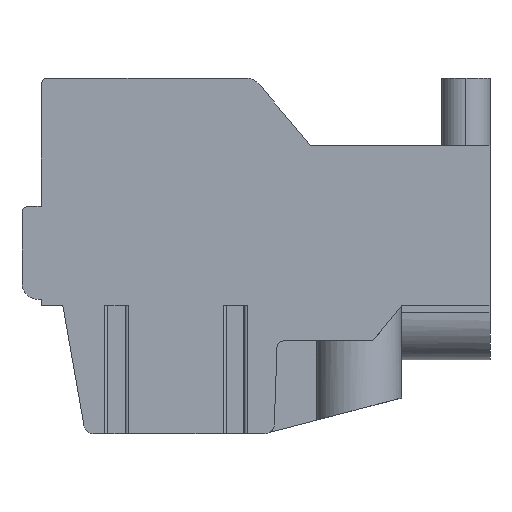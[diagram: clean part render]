
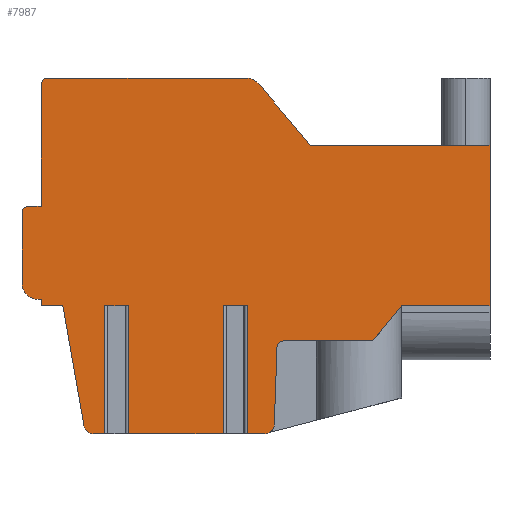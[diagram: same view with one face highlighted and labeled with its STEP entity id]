
A CAD part, front view. The second image highlights one B-rep face of the part: STEP entity #7987.
In plain terms, the highlighted planar face has unit normal (0, -1, 0).
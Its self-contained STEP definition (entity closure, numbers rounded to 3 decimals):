
#1=DIRECTION('',(1.,0.,0.));
#2=VECTOR('',#1,0.746);
#3=CARTESIAN_POINT('',(-12.023,0.,-7.186));
#4=LINE('',#3,#2);
#5=DIRECTION('',(0.,0.,-1.));
#6=VECTOR('',#5,4.);
#7=CARTESIAN_POINT('',(-12.023,0.,-7.186));
#8=LINE('',#7,#6);
#9=DIRECTION('',(-1.,0.,0.));
#10=VECTOR('',#9,0.348);
#11=CARTESIAN_POINT('',(-12.023,0.,-11.186));
#12=LINE('',#11,#10);
#13=CARTESIAN_POINT('',(-12.371,0.,-10.886));
#14=DIRECTION('',(0.,1.,0.));
#15=DIRECTION('',(0.,0.,-1.));
#16=AXIS2_PLACEMENT_3D('',#13,#14,#15);
#18=DIRECTION('',(-0.174,0.,0.985));
#19=VECTOR('',#18,3.81);
#20=CARTESIAN_POINT('',(-12.667,0.,-10.938));
#21=LINE('',#20,#19);
#22=DIRECTION('',(-1.,0.,0.));
#23=VECTOR('',#22,0.672);
#24=CARTESIAN_POINT('',(-13.328,0.,-7.186));
#25=LINE('',#24,#23);
#26=DIRECTION('',(0.,0.,1.));
#27=VECTOR('',#26,0.2);
#28=CARTESIAN_POINT('',(-14.,0.,-7.186));
#29=LINE('',#28,#27);
#30=DIRECTION('',(-1.,0.,0.));
#31=VECTOR('',#30,0.1);
#32=CARTESIAN_POINT('',(-14.,0.,-6.986));
#33=LINE('',#32,#31);
#34=CARTESIAN_POINT('',(-14.1,0.,-6.486));
#35=DIRECTION('',(0.,1.,0.));
#36=DIRECTION('',(0.,0.,-1.));
#37=AXIS2_PLACEMENT_3D('',#34,#35,#36);
#39=DIRECTION('',(0.,0.,1.));
#40=VECTOR('',#39,2.2);
#41=CARTESIAN_POINT('',(-14.6,0.,-6.486));
#42=LINE('',#41,#40);
#43=CARTESIAN_POINT('',(-14.4,0.,-4.286));
#44=DIRECTION('',(0.,1.,0.));
#45=DIRECTION('',(-1.,0.,0.));
#46=AXIS2_PLACEMENT_3D('',#43,#44,#45);
#48=DIRECTION('',(1.,0.,0.));
#49=VECTOR('',#48,0.4);
#50=CARTESIAN_POINT('',(-14.4,0.,-4.086));
#51=LINE('',#50,#49);
#52=DIRECTION('',(0.,0.,1.));
#53=VECTOR('',#52,3.8);
#54=CARTESIAN_POINT('',(-14.,0.,-4.086));
#55=LINE('',#54,#53);
#56=CARTESIAN_POINT('',(-13.8,0.,-0.286));
#57=DIRECTION('',(0.,1.,0.));
#58=DIRECTION('',(-1.,0.,0.));
#59=AXIS2_PLACEMENT_3D('',#56,#57,#58);
#61=DIRECTION('',(1.,0.,0.));
#62=VECTOR('',#61,6.205);
#63=CARTESIAN_POINT('',(-13.8,0.,-0.086));
#64=LINE('',#63,#62);
#65=CARTESIAN_POINT('',(-7.595,0.,-0.586));
#66=DIRECTION('',(0.,1.,0.));
#67=DIRECTION('',(0.,0.,1.));
#68=AXIS2_PLACEMENT_3D('',#65,#66,#67);
#70=DIRECTION('',(0.643,0.,-0.766));
#71=VECTOR('',#70,2.508);
#72=CARTESIAN_POINT('',(-7.212,0.,-0.264));
#73=LINE('',#72,#71);
#74=DIRECTION('',(1.,0.,0.));
#75=VECTOR('',#74,5.6);
#76=CARTESIAN_POINT('',(-5.6,0.,-2.186));
#77=LINE('',#76,#75);
#78=DIRECTION('',(0.,0.,-1.));
#79=VECTOR('',#78,5.);
#80=CARTESIAN_POINT('',(0.,0.,-2.186));
#81=LINE('',#80,#79);
#82=DIRECTION('',(-1.,0.,0.));
#83=VECTOR('',#82,2.75);
#84=CARTESIAN_POINT('',(0.,0.,-7.186));
#85=LINE('',#84,#83);
#86=DIRECTION('',(-0.635,0.,-0.773));
#87=VECTOR('',#86,1.423);
#88=CARTESIAN_POINT('',(-2.75,0.,-7.186));
#89=LINE('',#88,#87);
#90=DIRECTION('',(-1.,0.,0.));
#91=VECTOR('',#90,2.792);
#92=CARTESIAN_POINT('',(-3.653,0.,-8.286));
#93=LINE('',#92,#91);
#94=CARTESIAN_POINT('',(-6.445,0.,-8.486));
#95=DIRECTION('',(0.,-1.,0.));
#96=DIRECTION('',(0.,0.,1.));
#97=AXIS2_PLACEMENT_3D('',#94,#95,#96);
#99=DIRECTION('',(-0.035,0.,-0.999));
#100=VECTOR('',#99,2.419);
#101=CARTESIAN_POINT('',(-6.645,0.,-8.479));
#102=LINE('',#101,#100);
#103=CARTESIAN_POINT('',(-7.029,0.,-10.886));
#104=DIRECTION('',(0.,1.,0.));
#105=DIRECTION('',(0.999,0.,-0.035));
#106=AXIS2_PLACEMENT_3D('',#103,#104,#105);
#108=DIRECTION('',(-1.,0.,0.));
#109=VECTOR('',#108,0.547);
#110=CARTESIAN_POINT('',(-7.029,0.,-11.186));
#111=LINE('',#110,#109);
#112=DIRECTION('',(0.,0.,-1.));
#113=VECTOR('',#112,4.);
#114=CARTESIAN_POINT('',(-7.577,0.,-7.186));
#115=LINE('',#114,#113);
#116=DIRECTION('',(1.,0.,0.));
#117=VECTOR('',#116,0.746);
#118=CARTESIAN_POINT('',(-8.323,0.,-7.186));
#119=LINE('',#118,#117);
#120=DIRECTION('',(0.,0.,-1.));
#121=VECTOR('',#120,4.);
#122=CARTESIAN_POINT('',(-8.323,0.,-7.186));
#123=LINE('',#122,#121);
#124=DIRECTION('',(-1.,0.,0.));
#125=VECTOR('',#124,2.954);
#126=CARTESIAN_POINT('',(-8.323,0.,-11.186));
#127=LINE('',#126,#125);
#128=DIRECTION('',(0.,0.,-1.));
#129=VECTOR('',#128,4.);
#130=CARTESIAN_POINT('',(-11.277,0.,-7.186));
#131=LINE('',#130,#129);
#6175=CARTESIAN_POINT('',(-14.6,0.,-6.486));
#6176=CARTESIAN_POINT('',(-14.6,0.,-4.286));
#6177=VERTEX_POINT('',#6175);
#6178=VERTEX_POINT('',#6176);
#6179=CARTESIAN_POINT('',(-14.4,0.,-4.086));
#6180=VERTEX_POINT('',#6179);
#6181=CARTESIAN_POINT('',(-14.,0.,-4.086));
#6182=VERTEX_POINT('',#6181);
#6183=CARTESIAN_POINT('',(-14.,0.,-0.286));
#6184=VERTEX_POINT('',#6183);
#6185=CARTESIAN_POINT('',(-13.8,0.,-0.086));
#6186=VERTEX_POINT('',#6185);
#6187=CARTESIAN_POINT('',(-7.595,0.,-0.086));
#6188=VERTEX_POINT('',#6187);
#6189=CARTESIAN_POINT('',(-7.212,0.,-0.264));
#6190=VERTEX_POINT('',#6189);
#6191=CARTESIAN_POINT('',(-5.6,0.,-2.186));
#6192=VERTEX_POINT('',#6191);
#6193=CARTESIAN_POINT('',(0.,0.,-2.186));
#6194=VERTEX_POINT('',#6193);
#6195=CARTESIAN_POINT('',(0.,0.,-7.186));
#6196=VERTEX_POINT('',#6195);
#6197=CARTESIAN_POINT('',(-2.75,0.,-7.186));
#6198=VERTEX_POINT('',#6197);
#6199=CARTESIAN_POINT('',(-3.653,0.,-8.286));
#6200=VERTEX_POINT('',#6199);
#6201=CARTESIAN_POINT('',(-6.445,0.,-8.286));
#6202=VERTEX_POINT('',#6201);
#6203=CARTESIAN_POINT('',(-6.645,0.,-8.479));
#6204=VERTEX_POINT('',#6203);
#6205=CARTESIAN_POINT('',(-6.73,0.,-10.896));
#6206=VERTEX_POINT('',#6205);
#6207=CARTESIAN_POINT('',(-7.029,0.,-11.186));
#6208=VERTEX_POINT('',#6207);
#6209=CARTESIAN_POINT('',(-12.371,0.,-11.186));
#6210=CARTESIAN_POINT('',(-12.667,0.,-10.938));
#6211=VERTEX_POINT('',#6209);
#6212=VERTEX_POINT('',#6210);
#6213=CARTESIAN_POINT('',(-13.328,0.,-7.186));
#6214=VERTEX_POINT('',#6213);
#6215=CARTESIAN_POINT('',(-14.,0.,-7.186));
#6216=VERTEX_POINT('',#6215);
#6217=CARTESIAN_POINT('',(-14.,0.,-6.986));
#6218=VERTEX_POINT('',#6217);
#6219=CARTESIAN_POINT('',(-14.1,0.,-6.986));
#6220=VERTEX_POINT('',#6219);
#6671=CARTESIAN_POINT('',(-12.023,0.,-7.186));
#6672=CARTESIAN_POINT('',(-11.277,0.,-7.186));
#6673=VERTEX_POINT('',#6671);
#6674=VERTEX_POINT('',#6672);
#6675=CARTESIAN_POINT('',(-8.323,0.,-7.186));
#6676=CARTESIAN_POINT('',(-7.577,0.,-7.186));
#6677=VERTEX_POINT('',#6675);
#6678=VERTEX_POINT('',#6676);
#6679=CARTESIAN_POINT('',(-11.277,0.,-11.186));
#6680=VERTEX_POINT('',#6679);
#6681=CARTESIAN_POINT('',(-12.023,0.,-11.186));
#6682=VERTEX_POINT('',#6681);
#6683=CARTESIAN_POINT('',(-8.323,0.,-11.186));
#6684=VERTEX_POINT('',#6683);
#6685=CARTESIAN_POINT('',(-7.577,0.,-11.186));
#6686=VERTEX_POINT('',#6685);
#7918=CARTESIAN_POINT('',(0.,0.,0.));
#7919=DIRECTION('',(0.,1.,0.));
#7920=DIRECTION('',(1.,0.,0.));
#7921=AXIS2_PLACEMENT_3D('',#7918,#7919,#7920);
#7922=PLANE('',#7921);
#7924=ORIENTED_EDGE('',*,*,#7923,.F.);
#7926=ORIENTED_EDGE('',*,*,#7925,.T.);
#7928=ORIENTED_EDGE('',*,*,#7927,.T.);
#7930=ORIENTED_EDGE('',*,*,#7929,.T.);
#7932=ORIENTED_EDGE('',*,*,#7931,.T.);
#7934=ORIENTED_EDGE('',*,*,#7933,.T.);
#7936=ORIENTED_EDGE('',*,*,#7935,.T.);
#7938=ORIENTED_EDGE('',*,*,#7937,.T.);
#7940=ORIENTED_EDGE('',*,*,#7939,.T.);
#7942=ORIENTED_EDGE('',*,*,#7941,.T.);
#7944=ORIENTED_EDGE('',*,*,#7943,.T.);
#7946=ORIENTED_EDGE('',*,*,#7945,.T.);
#7948=ORIENTED_EDGE('',*,*,#7947,.T.);
#7950=ORIENTED_EDGE('',*,*,#7949,.T.);
#7952=ORIENTED_EDGE('',*,*,#7951,.T.);
#7954=ORIENTED_EDGE('',*,*,#7953,.T.);
#7956=ORIENTED_EDGE('',*,*,#7955,.T.);
#7958=ORIENTED_EDGE('',*,*,#7957,.T.);
#7960=ORIENTED_EDGE('',*,*,#7959,.T.);
#7962=ORIENTED_EDGE('',*,*,#7961,.T.);
#7964=ORIENTED_EDGE('',*,*,#7963,.T.);
#7966=ORIENTED_EDGE('',*,*,#7965,.T.);
#7968=ORIENTED_EDGE('',*,*,#7967,.T.);
#7970=ORIENTED_EDGE('',*,*,#7969,.T.);
#7972=ORIENTED_EDGE('',*,*,#7971,.T.);
#7974=ORIENTED_EDGE('',*,*,#7973,.T.);
#7976=ORIENTED_EDGE('',*,*,#7975,.F.);
#7978=ORIENTED_EDGE('',*,*,#7977,.F.);
#7980=ORIENTED_EDGE('',*,*,#7979,.T.);
#7982=ORIENTED_EDGE('',*,*,#7981,.T.);
#7984=ORIENTED_EDGE('',*,*,#7983,.F.);
#7985=EDGE_LOOP('',(#7924,#7926,#7928,#7930,#7932,#7934,#7936,#7938,#7940,#7942,
#7944,#7946,#7948,#7950,#7952,#7954,#7956,#7958,#7960,#7962,#7964,#7966,#7968,
#7970,#7972,#7974,#7976,#7978,#7980,#7982,#7984));
#7986=FACE_OUTER_BOUND('',#7985,.F.);
#7987=ADVANCED_FACE('',(#7986),#7922,.F.);
#17=CIRCLE('',#16,0.3);
#38=CIRCLE('',#37,0.5);
#47=CIRCLE('',#46,0.2);
#60=CIRCLE('',#59,0.2);
#69=CIRCLE('',#68,0.5);
#98=CIRCLE('',#97,0.2);
#107=CIRCLE('',#106,0.3);
#7923=EDGE_CURVE('',#6673,#6674,#4,.T.);
#7925=EDGE_CURVE('',#6673,#6682,#8,.T.);
#7927=EDGE_CURVE('',#6682,#6211,#12,.T.);
#7929=EDGE_CURVE('',#6211,#6212,#17,.T.);
#7931=EDGE_CURVE('',#6212,#6214,#21,.T.);
#7933=EDGE_CURVE('',#6214,#6216,#25,.T.);
#7935=EDGE_CURVE('',#6216,#6218,#29,.T.);
#7937=EDGE_CURVE('',#6218,#6220,#33,.T.);
#7939=EDGE_CURVE('',#6220,#6177,#38,.T.);
#7941=EDGE_CURVE('',#6177,#6178,#42,.T.);
#7943=EDGE_CURVE('',#6178,#6180,#47,.T.);
#7945=EDGE_CURVE('',#6180,#6182,#51,.T.);
#7947=EDGE_CURVE('',#6182,#6184,#55,.T.);
#7949=EDGE_CURVE('',#6184,#6186,#60,.T.);
#7951=EDGE_CURVE('',#6186,#6188,#64,.T.);
#7953=EDGE_CURVE('',#6188,#6190,#69,.T.);
#7955=EDGE_CURVE('',#6190,#6192,#73,.T.);
#7957=EDGE_CURVE('',#6192,#6194,#77,.T.);
#7959=EDGE_CURVE('',#6194,#6196,#81,.T.);
#7961=EDGE_CURVE('',#6196,#6198,#85,.T.);
#7963=EDGE_CURVE('',#6198,#6200,#89,.T.);
#7965=EDGE_CURVE('',#6200,#6202,#93,.T.);
#7967=EDGE_CURVE('',#6202,#6204,#98,.T.);
#7969=EDGE_CURVE('',#6204,#6206,#102,.T.);
#7971=EDGE_CURVE('',#6206,#6208,#107,.T.);
#7973=EDGE_CURVE('',#6208,#6686,#111,.T.);
#7975=EDGE_CURVE('',#6678,#6686,#115,.T.);
#7977=EDGE_CURVE('',#6677,#6678,#119,.T.);
#7979=EDGE_CURVE('',#6677,#6684,#123,.T.);
#7981=EDGE_CURVE('',#6684,#6680,#127,.T.);
#7983=EDGE_CURVE('',#6674,#6680,#131,.T.);
